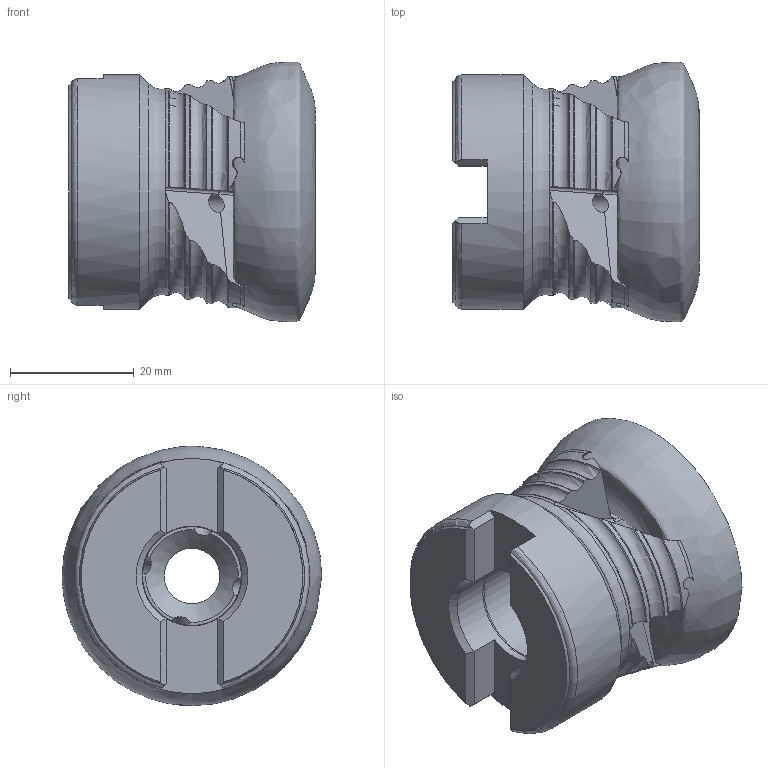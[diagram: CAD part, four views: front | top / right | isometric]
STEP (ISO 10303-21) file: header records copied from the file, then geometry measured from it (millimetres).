
FILE_DESCRIPTION (( 'STEP AP214' ), '1' );
FILE_NAME ('00PP-042-12-4.STEP', '2013-10-16T06:57:46', ( '' ), ( '' ), 'SwSTEP 2.0', 'SolidWorks 2013', '' );
FILE_SCHEMA (( 'AUTOMOTIVE_DESIGN' ));
Length unit declared in the file: millimetre
Products named in the file (1): 00PP-042-12-4
Bounding box: 39.94 x 41.96 x 41.96 mm (x, y, z)
Volume: 34090.4 mm3; surface area: 9754.1 mm2
Topology: 1 solids, 5 shells, 240 faces, 682 edges, 444 vertices
Faces by surface type: plane 86, cylinder 46, cone 45, torus 45, bspline 18
Full cylindrical faces by diameter (mm): 3 x4, 9 x1, 13 x1, 16 x1, 16.15 x1, 16.3 x1, 38 x1
Entity records: 11262 total; most frequent: CARTESIAN_POINT 5767, ORIENTED_EDGE 1302, DIRECTION 908, EDGE_CURVE 651, VERTEX_POINT 431, AXIS2_PLACEMENT_3D 382, B_SPLINE_CURVE_WITH_KNOTS 296, EDGE_LOOP 258
